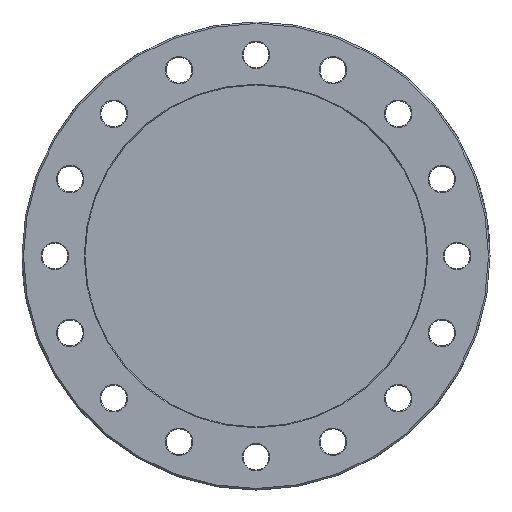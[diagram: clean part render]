
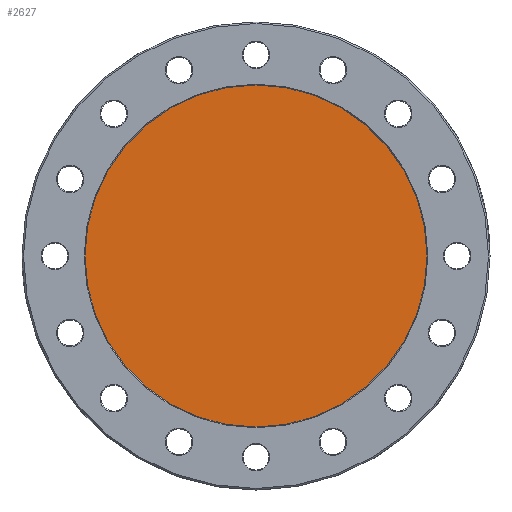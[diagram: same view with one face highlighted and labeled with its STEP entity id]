
A CAD part, front view. The second image highlights one B-rep face of the part: STEP entity #2627.
In plain terms, the highlighted face is planar.
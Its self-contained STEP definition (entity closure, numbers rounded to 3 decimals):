
#434=PLANE('',#2935);
#726=FACE_OUTER_BOUND('',#987,.T.);
#987=EDGE_LOOP('',(#2424));
#1130=CIRCLE('',#2931,59.7);
#1387=VERTEX_POINT('',#16160);
#1733=EDGE_CURVE('',#1387,#1387,#1130,.T.);
#2424=ORIENTED_EDGE('',*,*,#1733,.F.);
#2627=ADVANCED_FACE('',(#726),#434,.T.);
#2931=AXIS2_PLACEMENT_3D('',#16161,#3544,#3545);
#2935=AXIS2_PLACEMENT_3D('',#16167,#3552,#3553);
#3544=DIRECTION('center_axis',(-1.,0.,0.));
#3545=DIRECTION('ref_axis',(0.,0.,-1.));
#3552=DIRECTION('center_axis',(1.,0.,0.));
#3553=DIRECTION('ref_axis',(0.,0.,-1.));
#16160=CARTESIAN_POINT('',(0.,0.,59.7));
#16161=CARTESIAN_POINT('Origin',(0.,0.,0.));
#16167=CARTESIAN_POINT('Origin',(0.,0.,60.2));
